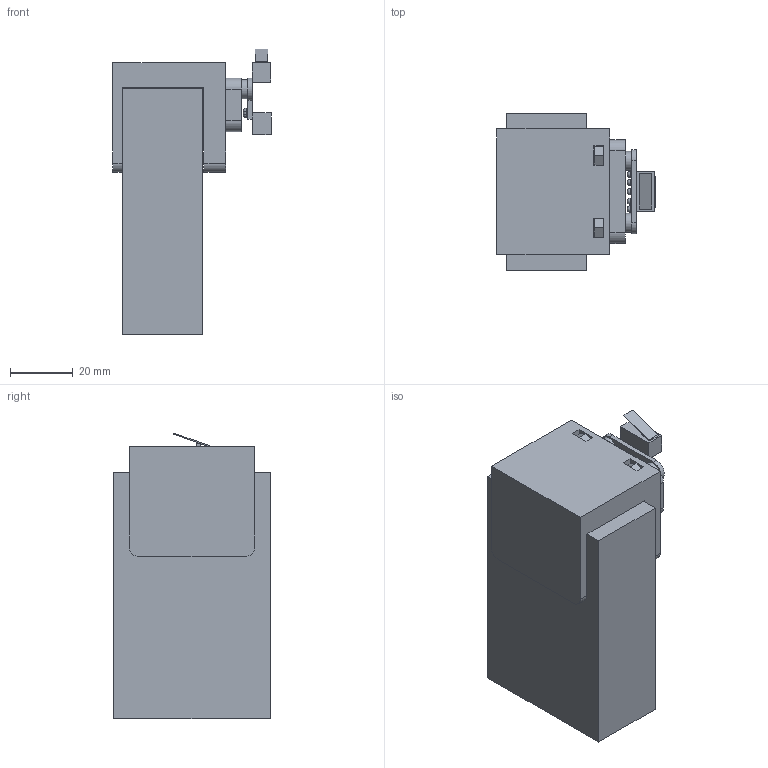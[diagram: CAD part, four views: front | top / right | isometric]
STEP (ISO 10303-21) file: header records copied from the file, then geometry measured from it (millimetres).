
FILE_DESCRIPTION(/* description */ (''),/* implementation_level */ '2;1');
FILE_NAME(/* name */ 'Z Endstop Mount v9.step',/* time_stamp */ '2024-04-08T00:22:20-04:00',/* author */ (''),/* organization */ (''),/* preprocessor_version */ 'ST-DEVELOPER v20',/* originating_system */ 'Autodesk Translation Framework v12.20.1.177',/* authorisation */ '');
FILE_SCHEMA (('AUTOMOTIVE_DESIGN { 1 0 10303 214 3 1 1 }'));
Length unit declared in the file: millimetre
Products named in the file (7): Z Endstop Mount; Endstop; Endstop_1; Build Plate Carrier Block; Carrier Block Clip; Endstop Slider; M3 Nut
Assembly tree (9 placements, depth 3):
  Z Endstop Mount
    Endstop
      Endstop_1
    Build Plate Carrier Block
    Carrier Block Clip
    Endstop Slider
    M3 Nut  x4
Bounding box: 50.5 x 50 x 91.05 mm (x, y, z)
Volume: 124916.1 mm3; surface area: 28093.2 mm2
Topology: 8 solids, 8 shells, 185 faces, 449 edges, 290 vertices
Faces by surface type: plane 124, cylinder 49, sphere 12
Full cylindrical faces by diameter (mm): 2.9 x2, 3 x4, 3.1 x2, 3.5 x2, 6 x2
Entity records: 4934 total; most frequent: DIRECTION 837, CARTESIAN_POINT 803, ORIENTED_EDGE 762, EDGE_CURVE 381, AXIS2_PLACEMENT_3D 282, LINE 273, VECTOR 273, VERTEX_POINT 248
